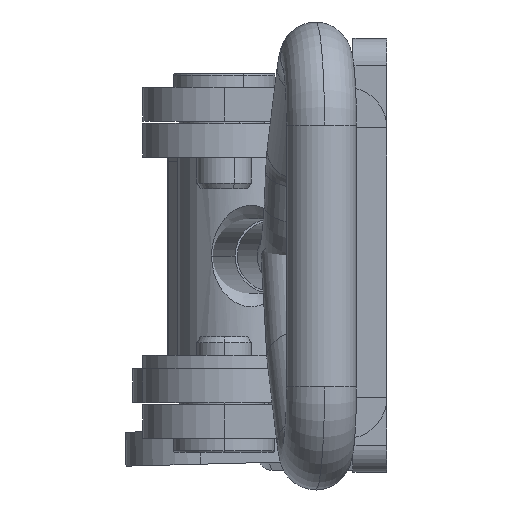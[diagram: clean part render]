
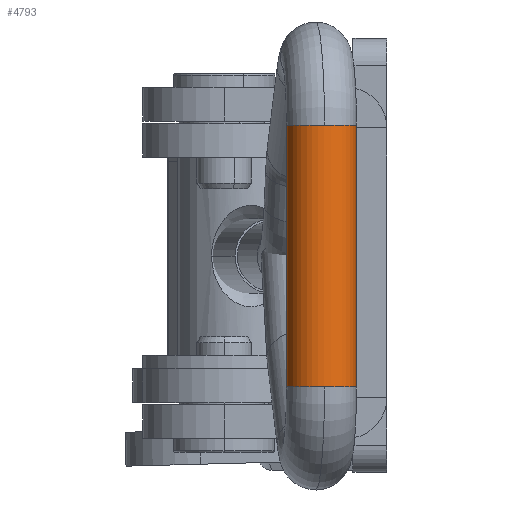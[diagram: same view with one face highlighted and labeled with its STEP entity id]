
A CAD part, left-side view. The second image highlights one B-rep face of the part: STEP entity #4793.
In plain terms, the highlighted cylindrical face has radius 2.59 mm (diameter 5.18 mm), a partial arc.
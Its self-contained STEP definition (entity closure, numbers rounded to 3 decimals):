
#18 = ORIENTED_EDGE ( 'NONE', *, *, #6828, .F. ) ;
#119 = CIRCLE ( 'NONE', #8696, 2.59 ) ;
#199 = CARTESIAN_POINT ( 'NONE',  ( 9.65, 77.41, -2.59 ) ) ;
#378 = AXIS2_PLACEMENT_3D ( 'NONE', #3120, #2592, #6148 ) ;
#399 = CARTESIAN_POINT ( 'NONE',  ( -9.65, 77.41, 2.59 ) ) ;
#809 = VERTEX_POINT ( 'NONE', #1593 ) ;
#823 = EDGE_CURVE ( 'NONE', #1930, #809, #4141, .T. ) ;
#998 = CARTESIAN_POINT ( 'NONE',  ( -9.65, 80., 0. ) ) ;
#1017 = CIRCLE ( 'NONE', #378, 2.59 ) ;
#1190 = CARTESIAN_POINT ( 'NONE',  ( -9.65, 77.41, 0. ) ) ;
#1211 = AXIS2_PLACEMENT_3D ( 'NONE', #1190, #6151, #1889 ) ;
#1255 = AXIS2_PLACEMENT_3D ( 'NONE', #3511, #6662, #6383 ) ;
#1326 = VECTOR ( 'NONE', #8562, 1000. ) ;
#1330 = CARTESIAN_POINT ( 'NONE',  ( 9.65, 77.41, 2.59 ) ) ;
#1440 = DIRECTION ( 'NONE',  ( -1., 0., 0. ) ) ;
#1593 = CARTESIAN_POINT ( 'NONE',  ( -9.65, 77.41, -2.59 ) ) ;
#1771 = CYLINDRICAL_SURFACE ( 'NONE', #2913, 2.59 ) ;
#1820 = EDGE_CURVE ( 'NONE', #2716, #8601, #1017, .T. ) ;
#1878 = DIRECTION ( 'NONE',  ( -1., 0., 0. ) ) ;
#1889 = DIRECTION ( 'NONE',  ( 0., 0., 1. ) ) ;
#1930 = VERTEX_POINT ( 'NONE', #998 ) ;
#1950 = ORIENTED_EDGE ( 'NONE', *, *, #4217, .T. ) ;
#2592 = DIRECTION ( 'NONE',  ( -1., 0., 0. ) ) ;
#2661 = DIRECTION ( 'NONE',  ( 0., 0., 1. ) ) ;
#2716 = VERTEX_POINT ( 'NONE', #5882 ) ;
#2856 = ORIENTED_EDGE ( 'NONE', *, *, #823, .F. ) ;
#2913 = AXIS2_PLACEMENT_3D ( 'NONE', #6891, #6868, #2661 ) ;
#3120 = CARTESIAN_POINT ( 'NONE',  ( 9.65, 77.41, 0. ) ) ;
#3251 = VERTEX_POINT ( 'NONE', #1330 ) ;
#3511 = CARTESIAN_POINT ( 'NONE',  ( -9.65, 77.41, 0. ) ) ;
#3612 = CARTESIAN_POINT ( 'NONE',  ( 9.65, 77.41, -2.59 ) ) ;
#4141 = CIRCLE ( 'NONE', #1255, 2.59 ) ;
#4184 = ORIENTED_EDGE ( 'NONE', *, *, #7048, .F. ) ;
#4217 = EDGE_CURVE ( 'NONE', #3251, #2716, #119, .T. ) ;
#4793 = ADVANCED_FACE ( 'NONE', ( #5553 ), #1771, .T. ) ;
#5553 = FACE_OUTER_BOUND ( 'NONE', #7556, .T. ) ;
#5596 = ORIENTED_EDGE ( 'NONE', *, *, #7317, .T. ) ;
#5882 = CARTESIAN_POINT ( 'NONE',  ( 9.65, 80., 0. ) ) ;
#5932 = VERTEX_POINT ( 'NONE', #399 ) ;
#6138 = CARTESIAN_POINT ( 'NONE',  ( 9.65, 77.41, 0. ) ) ;
#6148 = DIRECTION ( 'NONE',  ( 0., 0., 1. ) ) ;
#6151 = DIRECTION ( 'NONE',  ( -1., 0., 0. ) ) ;
#6383 = DIRECTION ( 'NONE',  ( 0., 0., 1. ) ) ;
#6430 = CARTESIAN_POINT ( 'NONE',  ( 9.65, 77.41, 2.59 ) ) ;
#6661 = LINE ( 'NONE', #6430, #8439 ) ;
#6662 = DIRECTION ( 'NONE',  ( -1., 0., 0. ) ) ;
#6828 = EDGE_CURVE ( 'NONE', #3251, #5932, #6661, .T. ) ;
#6856 = DIRECTION ( 'NONE',  ( 0., 0., 1. ) ) ;
#6868 = DIRECTION ( 'NONE',  ( -1., 0., 0. ) ) ;
#6891 = CARTESIAN_POINT ( 'NONE',  ( 9.65, 77.41, 0. ) ) ;
#7048 = EDGE_CURVE ( 'NONE', #5932, #1930, #7296, .T. ) ;
#7296 = CIRCLE ( 'NONE', #1211, 2.59 ) ;
#7317 = EDGE_CURVE ( 'NONE', #8601, #809, #7402, .T. ) ;
#7402 = LINE ( 'NONE', #199, #1326 ) ;
#7556 = EDGE_LOOP ( 'NONE', ( #1950, #8694, #5596, #2856, #4184, #18 ) ) ;
#8439 = VECTOR ( 'NONE', #1440, 1000. ) ;
#8562 = DIRECTION ( 'NONE',  ( -1., 0., 0. ) ) ;
#8601 = VERTEX_POINT ( 'NONE', #3612 ) ;
#8694 = ORIENTED_EDGE ( 'NONE', *, *, #1820, .T. ) ;
#8696 = AXIS2_PLACEMENT_3D ( 'NONE', #6138, #1878, #6856 ) ;
